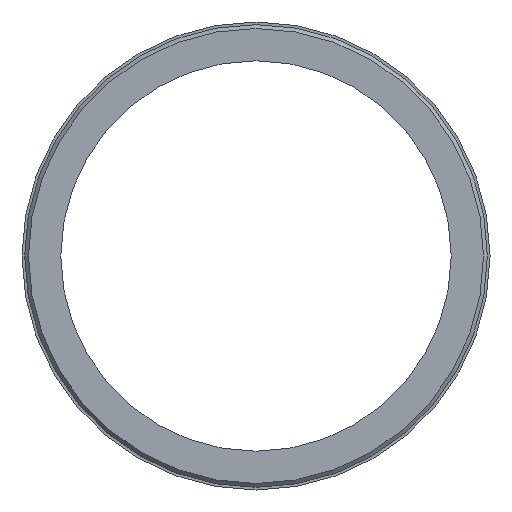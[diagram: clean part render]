
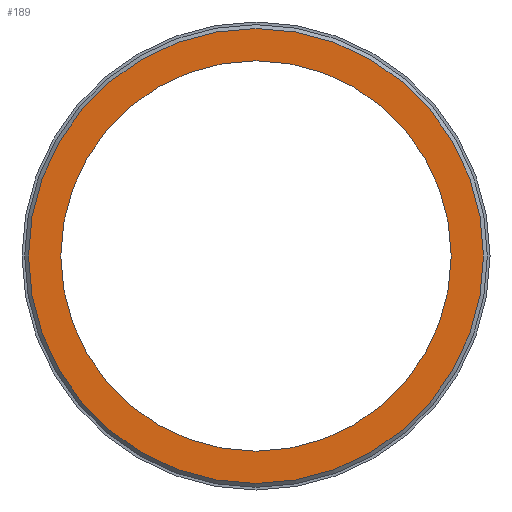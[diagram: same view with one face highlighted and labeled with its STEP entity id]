
A CAD part, front view. The second image highlights one B-rep face of the part: STEP entity #189.
In plain terms, the highlighted planar face has unit normal (0, -1, 0).
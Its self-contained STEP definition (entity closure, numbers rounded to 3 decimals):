
#17=PLANE('',#209);
#26=ORIENTED_EDGE('',*,*,#45,.T.);
#27=ORIENTED_EDGE('',*,*,#44,.T.);
#44=EDGE_CURVE('',#54,#54,#64,.T.);
#45=EDGE_CURVE('',#55,#55,#65,.F.);
#54=VERTEX_POINT('',#279);
#55=VERTEX_POINT('',#282);
#64=CIRCLE('',#208,25.15);
#65=CIRCLE('',#210,29.307);
#76=EDGE_LOOP('',(#26));
#77=EDGE_LOOP('',(#27));
#96=FACE_BOUND('',#76,.T.);
#97=FACE_BOUND('',#77,.T.);
#189=ADVANCED_FACE('',(#96,#97),#17,.F.);
#208=AXIS2_PLACEMENT_3D('',#278,#238,#239);
#209=AXIS2_PLACEMENT_3D('',#280,#240,#241);
#210=AXIS2_PLACEMENT_3D('',#281,#242,#243);
#238=DIRECTION('',(0.,1.,0.));
#239=DIRECTION('',(1.,0.,0.));
#240=DIRECTION('',(0.,1.,0.));
#241=DIRECTION('',(0.,0.,1.));
#242=DIRECTION('',(0.,1.,0.));
#243=DIRECTION('',(0.,0.,1.));
#278=CARTESIAN_POINT('',(0.,-150.,0.));
#279=CARTESIAN_POINT('',(25.15,-150.,0.));
#280=CARTESIAN_POINT('',(0.,-150.,0.));
#281=CARTESIAN_POINT('',(0.,-150.,0.));
#282=CARTESIAN_POINT('',(0.,-150.,29.307));
